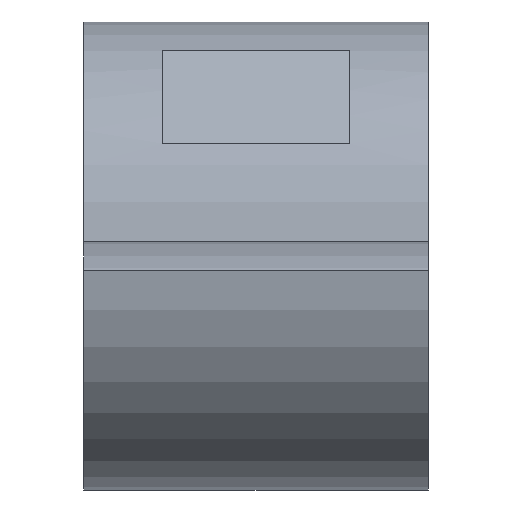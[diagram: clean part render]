
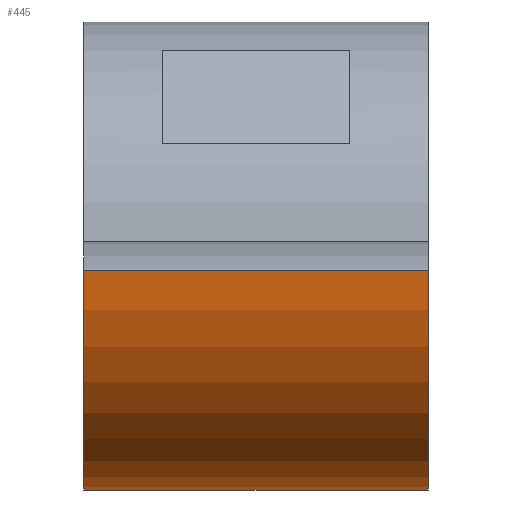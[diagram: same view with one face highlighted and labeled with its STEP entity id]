
A CAD part, left-side view. The second image highlights one B-rep face of the part: STEP entity #445.
In plain terms, the highlighted cylindrical face has radius 7.938 mm (diameter 15.875 mm), a partial arc.
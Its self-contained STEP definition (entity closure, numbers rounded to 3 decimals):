
#4 = DIRECTION ( 'NONE',  ( 0., 0., 1. ) ) ;
#11 = CARTESIAN_POINT ( 'NONE',  ( 0., -5.842, -7.938 ) ) ;
#21 = DIRECTION ( 'NONE',  ( 0., 1., 0. ) ) ;
#62 = DIRECTION ( 'NONE',  ( 0., 1., 0. ) ) ;
#65 = VECTOR ( 'NONE', #21, 1000. ) ;
#124 = EDGE_CURVE ( 'NONE', #199, #660, #220, .T. ) ;
#150 = FACE_OUTER_BOUND ( 'NONE', #276, .T. ) ;
#155 = AXIS2_PLACEMENT_3D ( 'NONE', #666, #327, #4 ) ;
#157 = CARTESIAN_POINT ( 'NONE',  ( 0., 5.842, -7.938 ) ) ;
#162 = ORIENTED_EDGE ( 'NONE', *, *, #261, .F. ) ;
#171 = ORIENTED_EDGE ( 'NONE', *, *, #124, .T. ) ;
#176 = LINE ( 'NONE', #11, #65 ) ;
#180 = VECTOR ( 'NONE', #581, 1000. ) ;
#181 = DIRECTION ( 'NONE',  ( 0., 0., 1. ) ) ;
#186 = ORIENTED_EDGE ( 'NONE', *, *, #191, .T. ) ;
#191 = EDGE_CURVE ( 'NONE', #660, #635, #505, .T. ) ;
#199 = VERTEX_POINT ( 'NONE', #625 ) ;
#204 = ORIENTED_EDGE ( 'NONE', *, *, #265, .F. ) ;
#220 = CIRCLE ( 'NONE', #614, 7.938 ) ;
#251 = CARTESIAN_POINT ( 'NONE',  ( -7.921, -5.842, -0.508 ) ) ;
#261 = EDGE_CURVE ( 'NONE', #199, #673, #176, .T. ) ;
#262 = CARTESIAN_POINT ( 'NONE',  ( 0., -5.842, 0. ) ) ;
#265 = EDGE_CURVE ( 'NONE', #673, #635, #616, .T. ) ;
#270 = CARTESIAN_POINT ( 'NONE',  ( 0., -5.842, 0. ) ) ;
#276 = EDGE_LOOP ( 'NONE', ( #162, #171, #186, #204 ) ) ;
#297 = DIRECTION ( 'NONE',  ( 0., 1., 0. ) ) ;
#327 = DIRECTION ( 'NONE',  ( 0., 1., 0. ) ) ;
#383 = AXIS2_PLACEMENT_3D ( 'NONE', #270, #62, #385 ) ;
#385 = DIRECTION ( 'NONE',  ( 0., 0., 1. ) ) ;
#433 = CARTESIAN_POINT ( 'NONE',  ( -7.921, -5.842, -0.508 ) ) ;
#445 = ADVANCED_FACE ( 'NONE', ( #150 ), #545, .T. ) ;
#505 = LINE ( 'NONE', #251, #180 ) ;
#545 = CYLINDRICAL_SURFACE ( 'NONE', #383, 7.938 ) ;
#581 = DIRECTION ( 'NONE',  ( 0., 1., 0. ) ) ;
#614 = AXIS2_PLACEMENT_3D ( 'NONE', #262, #297, #181 ) ;
#616 = CIRCLE ( 'NONE', #155, 7.938 ) ;
#625 = CARTESIAN_POINT ( 'NONE',  ( 0., -5.842, -7.938 ) ) ;
#635 = VERTEX_POINT ( 'NONE', #661 ) ;
#660 = VERTEX_POINT ( 'NONE', #433 ) ;
#661 = CARTESIAN_POINT ( 'NONE',  ( -7.921, 5.842, -0.508 ) ) ;
#666 = CARTESIAN_POINT ( 'NONE',  ( 0., 5.842, 0. ) ) ;
#673 = VERTEX_POINT ( 'NONE', #157 ) ;
